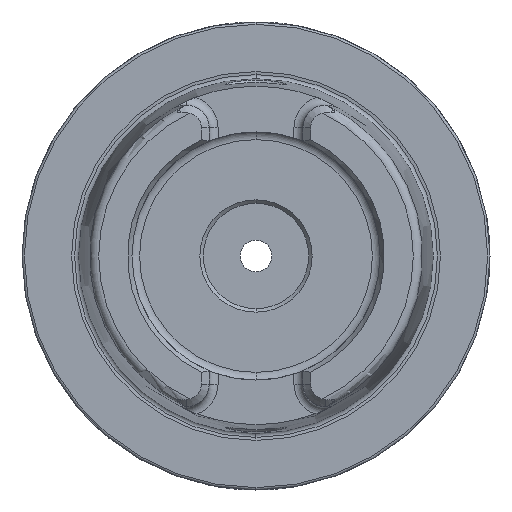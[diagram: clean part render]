
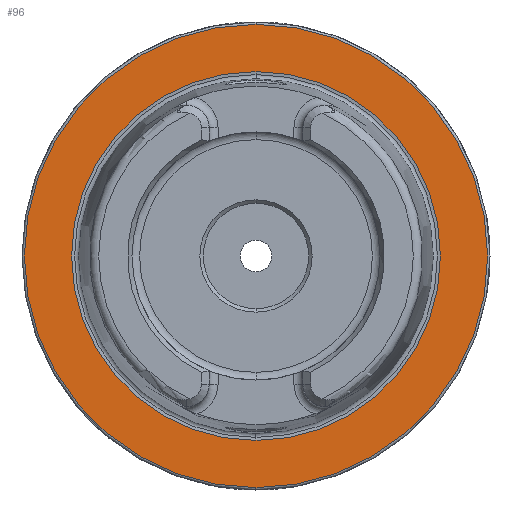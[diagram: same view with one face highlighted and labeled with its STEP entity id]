
A CAD part, left-side view. The second image highlights one B-rep face of the part: STEP entity #96.
In plain terms, the highlighted planar face has unit normal (-1, 0, 0).
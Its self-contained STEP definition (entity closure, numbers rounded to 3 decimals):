
#96 = ADVANCED_FACE ( 'NONE', ( #5084, #3804 ), #7357, .F. ) ;
#302 = CARTESIAN_POINT ( 'NONE',  ( 0., 0., -39.405 ) ) ;
#515 = EDGE_CURVE ( 'NONE', #6612, #4825, #5376, .T. ) ;
#930 = DIRECTION ( 'NONE',  ( 0., 0., 1. ) ) ;
#942 = DIRECTION ( 'NONE',  ( -1., 0., 0. ) ) ;
#957 = CARTESIAN_POINT ( 'NONE',  ( 0., 0., 0. ) ) ;
#1761 = CARTESIAN_POINT ( 'NONE',  ( 0., 0., 0. ) ) ;
#1874 = DIRECTION ( 'NONE',  ( 0., 0., 1. ) ) ;
#1903 = AXIS2_PLACEMENT_3D ( 'NONE', #957, #942, #930 ) ;
#1923 = DIRECTION ( 'NONE',  ( -1., 0., 0. ) ) ;
#2164 = CARTESIAN_POINT ( 'NONE',  ( 0., 0., 0. ) ) ;
#2239 = CARTESIAN_POINT ( 'NONE',  ( 0., 0., 0. ) ) ;
#2422 = DIRECTION ( 'NONE',  ( 0., 0., 1. ) ) ;
#2480 = VERTEX_POINT ( 'NONE', #302 ) ;
#2858 = CIRCLE ( 'NONE', #1903, 39.405 ) ;
#2891 = DIRECTION ( 'NONE',  ( 0., 0., 1. ) ) ;
#3541 = CIRCLE ( 'NONE', #6802, 49.5 ) ;
#3577 = ORIENTED_EDGE ( 'NONE', *, *, #515, .T. ) ;
#3804 = FACE_OUTER_BOUND ( 'NONE', #5342, .T. ) ;
#4388 = EDGE_CURVE ( 'NONE', #2480, #7806, #2858, .T. ) ;
#4684 = AXIS2_PLACEMENT_3D ( 'NONE', #2239, #6648, #2891 ) ;
#4825 = VERTEX_POINT ( 'NONE', #6689 ) ;
#5046 = ORIENTED_EDGE ( 'NONE', *, *, #6688, .F. ) ;
#5084 = FACE_BOUND ( 'NONE', #7888, .T. ) ;
#5342 = EDGE_LOOP ( 'NONE', ( #3577, #7120 ) ) ;
#5376 = CIRCLE ( 'NONE', #5530, 49.5 ) ;
#5530 = AXIS2_PLACEMENT_3D ( 'NONE', #2164, #1923, #1874 ) ;
#5748 = EDGE_CURVE ( 'NONE', #4825, #6612, #3541, .T. ) ;
#5972 = CARTESIAN_POINT ( 'NONE',  ( 0., 0., 39.405 ) ) ;
#6082 = CIRCLE ( 'NONE', #4684, 39.405 ) ;
#6207 = DIRECTION ( 'NONE',  ( -1., 0., 0. ) ) ;
#6302 = CARTESIAN_POINT ( 'NONE',  ( 0., 49.5, 0. ) ) ;
#6612 = VERTEX_POINT ( 'NONE', #7218 ) ;
#6648 = DIRECTION ( 'NONE',  ( -1., 0., 0. ) ) ;
#6688 = EDGE_CURVE ( 'NONE', #7806, #2480, #6082, .T. ) ;
#6689 = CARTESIAN_POINT ( 'NONE',  ( 0., 0., -49.5 ) ) ;
#6802 = AXIS2_PLACEMENT_3D ( 'NONE', #1761, #6207, #2422 ) ;
#7120 = ORIENTED_EDGE ( 'NONE', *, *, #5748, .T. ) ;
#7184 = ORIENTED_EDGE ( 'NONE', *, *, #4388, .F. ) ;
#7218 = CARTESIAN_POINT ( 'NONE',  ( 0., 0., 49.5 ) ) ;
#7357 = PLANE ( 'NONE',  #8055 ) ;
#7378 = DIRECTION ( 'NONE',  ( 1., 0., 0. ) ) ;
#7447 = DIRECTION ( 'NONE',  ( 0., 0., -1. ) ) ;
#7806 = VERTEX_POINT ( 'NONE', #5972 ) ;
#7888 = EDGE_LOOP ( 'NONE', ( #5046, #7184 ) ) ;
#8055 = AXIS2_PLACEMENT_3D ( 'NONE', #6302, #7378, #7447 ) ;
